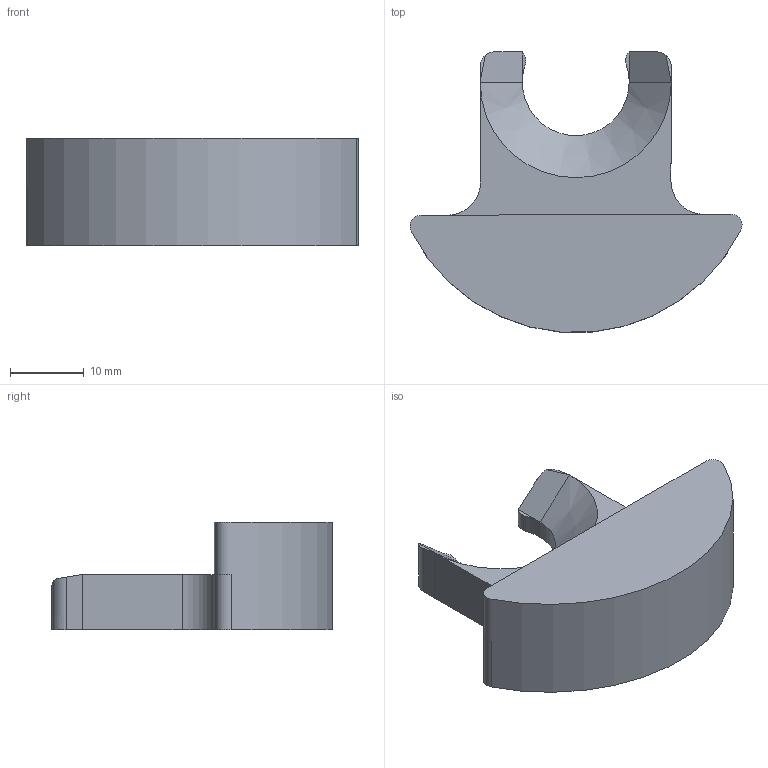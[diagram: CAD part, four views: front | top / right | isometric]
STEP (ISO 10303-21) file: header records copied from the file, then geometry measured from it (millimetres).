
FILE_DESCRIPTION(/* description */ (''),/* implementation_level */ '2;1');
FILE_NAME(/* name */ 'endoskop adapter schmal v4.step',/* time_stamp */ '2020-09-29T16:10:19+02:00',/* author */ (''),/* organization */ (''),/* preprocessor_version */ 'ST-DEVELOPER v18.1',/* originating_system */ 'Autodesk Translation Framework v9.3.0.1241',/* authorisation */ '');
FILE_SCHEMA (('AUTOMOTIVE_DESIGN { 1 0 10303 214 3 1 1 }'));
Length unit declared in the file: millimetre
Products named in the file (1): endoskop adapter schmal
Bounding box: 45.04 x 38.04 x 14.6 mm (x, y, z)
Volume: 10627.3 mm3; surface area: 3771.7 mm2
Topology: 1 solids, 1 shells, 35 faces, 89 edges, 56 vertices
Faces by surface type: plane 19, cylinder 13, bspline 2, cone 1
Entity records: 1128 total; most frequent: CARTESIAN_POINT 257, ORIENTED_EDGE 178, DIRECTION 177, EDGE_CURVE 89, AXIS2_PLACEMENT_3D 62, VERTEX_POINT 56, LINE 53, VECTOR 53
